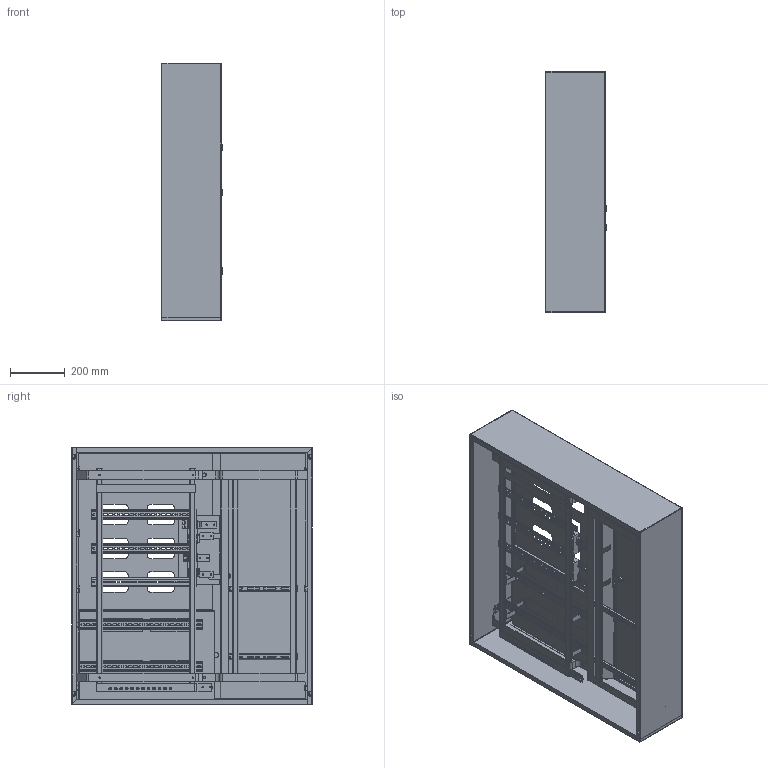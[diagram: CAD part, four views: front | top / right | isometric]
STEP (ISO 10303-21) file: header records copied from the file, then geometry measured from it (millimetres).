
FILE_DESCRIPTION (( 'STEP AP203' ), '1' );
FILE_NAME ('mb10-n-6 欼6 罺. 縺瞂劖鍣.STEP', '2021-05-26T14:17:13', ( '' ), ( '' ), 'SwSTEP 2.0', 'SolidWorks 2021', '' );
FILE_SCHEMA (( 'CONFIG_CONTROL_DESIGN' ));
Length unit declared in the file: millimetre
Products named in the file (60): ÙÝ7.11.00.005 Øèíêà PE_00; ÙÝÍ6.03.00.000 Äâåðü ó÷åòíîãî îòñåêà_00; Ïðîêëàäêà ìåòàëëè÷åñêàÿ; Òåëî çàìêà; ﾙﾝﾍ6.01.00.002 ﾑ渼濱00; Ãàéêà; 欼7.00.00.006 扰鍙欙樥燲00; 佥7.02.00.001 拟屦黖00; Âèíò Ì4 ÃÎÑÒ17473-78_4å16; Washer 6402_3_gost_丐ｩ｡ 2 6 ヮ葬 6402-70; Âèíò Ì5 ÃÎÑÒ17473-78_5å10; 佥7.02.01.000 拟屦黖00; 欼7.10.00.003 栴鍕趌00; ����� ��������_������ 45��; Âíóòðåííåå òåëî çàìêà; Âèíò Ì5 ÃÎÑÒ17473-78_5å16; 欼7.02.00.002 栴鍕趌00; Äèí-ðåéêà TS 35õ7,5_385; Äèí-ðåéêà TS 35õ7,5_450; ÙÝ7.10.00.000 Êîëîäêà PE è N ñáîðíàÿ_00; ÙÝ7.00.00.002 Ýêðàí çàùèòíûé_00; Øïëèíò ÃÎÑÒ 397-79_2å16.016; pan head cross recess screw_din_ISO 7045 - M4 x 6 - Z --- 6N; mb10-n-6 欼6 罺. 縺瞂劖鍣; ﾘ琺矜 01.019 ﾃﾎﾑﾒ11371-78_4; ÙÝ7.05.00.000 Ðàìà ìîíòàæíàÿ_00; 佥7.05.00.001 橡铘桦黖00; Áîëò Ì8 ÃÎÑÒ 7798-70_Œ8å40 8.8.; 欼7.01.00.004 扰鍙欙樥燲00; ﾙﾝﾍ6.03.01.000 ﾄ粢_00; ﾙﾝﾍ6.03.00.001 ﾄ粢_00; 欼7.00.00.005 扰鍙欙樥燲00; ÙÝ7.11.00.000 Êîëîäêà PE è N ñáîðíàÿ_00; 欼7.10.00.004 砎鳽鳻_00; 佥7.01.00.005 橡铘桦黖00; ÙÝÍ6.01.00.000 Êàðêàñ_00; 剒蜲錪 45擤; 佥7.04.01.000 拟屦黖00; ﾘ琺矜 01.019 ﾃﾎﾑﾒ11371-78_5; ÙÝ7.01.00.006 Ïåòëÿ_00 ...
Assembly tree (192 placements, depth 5):
  mb10-n-6 欼6 罺. 縺瞂劖鍣
    ﾙﾝﾍ6.00.00.000 ﾙ頸 跫隆_00
      ÙÝÍ6.01.00.000 Êàðêàñ_00
        欼7.01.00.004 扰鍙欙樥燲00  x2
        欼7.01.00.003 盷謥蜦豂儆趌00
        佥7.01.00.005 橡铘桦黖00  x2
        ÙÝ7.01.00.006 Ïåòëÿ_00  x8
        ﾙﾝﾍ6.01.00.001 ﾑ渼濱00
        ﾙﾝﾍ6.01.00.002 ﾑ渼濱00
      ÙÝ7.02.00.000 Äâåðü ðàñïðåäåëèòåëüíîãî îòñåêà._00
        佥7.02.01.000 拟屦黖00
          佥7.02.00.001 拟屦黖00
          欼7.02.00.002 栴鍕趌00  x2
        ����� ��������_������ 45��
          Òåëî çàìêà
          Ïðîêëàäêà ìåòàëëè÷åñêàÿ
          剒蜲錪 45擤
          Washer 6402_3_gost_丐ｩ｡ 2 6 ヮ葬 6402-70
          Ïðîêëàäêà
          pan head cross recess screw_din_ISO 7045 - M4 x 6 - Z --- 6N
          Ïðîêëàäêà ìåòàëëè÷åñêàÿ 2
          Ãàéêà
          Âíóòðåííåå òåëî çàìêà
      ÙÝ7.04.00.000 Äâåðü ñëàáîòî÷íîãî îòñåêà_00
        佥7.04.01.000 拟屦黖00
          佥7.04.00.001 拟屦黖00
          欼7.02.00.002 栴鍕趌00  x3
        ����� ��������_������ 45��
          Òåëî çàìêà
          Ïðîêëàäêà ìåòàëëè÷åñêàÿ
          剒蜲錪 45擤
          Washer 6402_3_gost_丐ｩ｡ 2 6 ヮ葬 6402-70
          Ïðîêëàäêà
          pan head cross recess screw_din_ISO 7045 - M4 x 6 - Z --- 6N
          Ïðîêëàäêà ìåòàëëè÷åñêàÿ 2
          Ãàéêà
          Âíóòðåííåå òåëî çàìêà
      ÙÝÍ6.03.00.000 Äâåðü ó÷åòíîãî îòñåêà_00
        ﾙﾝﾍ6.03.01.000 ﾄ粢_00
          ﾙﾝﾍ6.03.00.001 ﾄ粢_00
          欼7.02.00.002 栴鍕趌00  x3
        ����� ��������_������ 45��
          Òåëî çàìêà
          Ïðîêëàäêà ìåòàëëè÷åñêàÿ
          剒蜲錪 45擤
          Washer 6402_3_gost_丐ｩ｡ 2 6 ヮ葬 6402-70
          Ïðîêëàäêà
          pan head cross recess screw_din_ISO 7045 - M4 x 6 - Z --- 6N
          Ïðîêëàäêà ìåòàëëè÷åñêàÿ 2
          Ãàéêà
          Âíóòðåííåå òåëî çàìêà
      ÙÝ7.05.00.000 Ðàìà ìîíòàæíàÿ_00
        佥7.05.00.001 橡铘桦黖00  x2
        ÙÝ7.05.00.002 Ïëàñòèíà ïîïåðå÷íàÿ_00
        ÙÝ7.05.00.003 Ïëàñòèíà ïîïåðå÷íàÿ_00
      佥7.00.00.003 橡铘桦黖00  x2
      ÙÝ7.00.00.004 Ãàéêà çàêëàäíàÿ_00  x16
      Âèíò Ì4 ÃÎÑÒ17473-78_4å10  x20
      欼7.00.00.005 扰鍙欙樥燲00  x4
      欼7.00.00.006 扰鍙欙樥燲00  x4
Bounding box: 224.4 x 880 x 940 mm (x, y, z)
Volume: 2848471.1 mm3; surface area: 5230004.3 mm2
Topology: 196 solids, 196 shells, 4888 faces, 11722 edges, 7345 vertices
Faces by surface type: plane 2622, cylinder 1695, cone 244, torus 120, sphere 112, bspline 95
Entity records: 73683 total; most frequent: CARTESIAN_POINT 17329, DIRECTION 9681, ORIENTED_EDGE 9568, EDGE_CURVE 4784, AXIS2_PLACEMENT_3D 3401, VERTEX_POINT 3110, VECTOR 2879, LINE 2879
